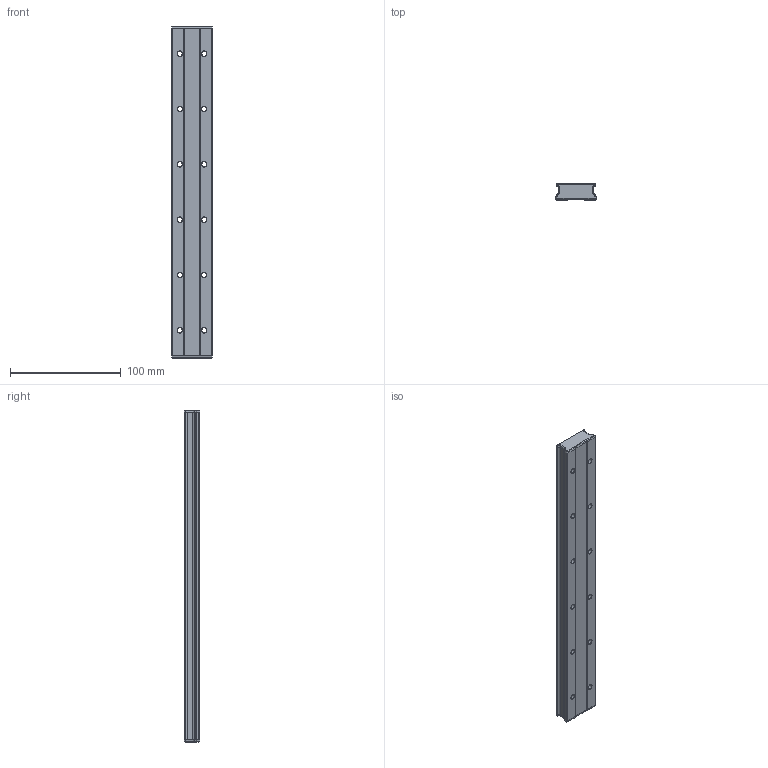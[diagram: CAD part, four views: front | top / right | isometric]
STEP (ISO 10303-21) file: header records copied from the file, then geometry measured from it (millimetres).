
FILE_DESCRIPTION (( 'STEP AP214' ), '1' );
FILE_NAME ('WRC21-15-rail-X2.STEP', '2018-07-09T05:51:51', ( '' ), ( '' ), 'SwSTEP 2.0', 'SolidWorks 2010', '' );
FILE_SCHEMA (( 'AUTOMOTIVE_DESIGN' ));
Length unit declared in the file: millimetre
Products named in the file (1): WRC21-15-rail-X2
Bounding box: 37 x 14.4 x 300 mm (x, y, z)
Volume: 140634.5 mm3; surface area: 34702.1 mm2
Topology: 1 solids, 1 shells, 258 faces, 604 edges, 360 vertices
Faces by surface type: plane 100, cone 88, cylinder 70
Entity records: 7418 total; most frequent: CARTESIAN_POINT 1535, DIRECTION 1234, ORIENTED_EDGE 1208, EDGE_CURVE 604, AXIS2_PLACEMENT_3D 459, VERTEX_POINT 360, LINE 316, VECTOR 316
